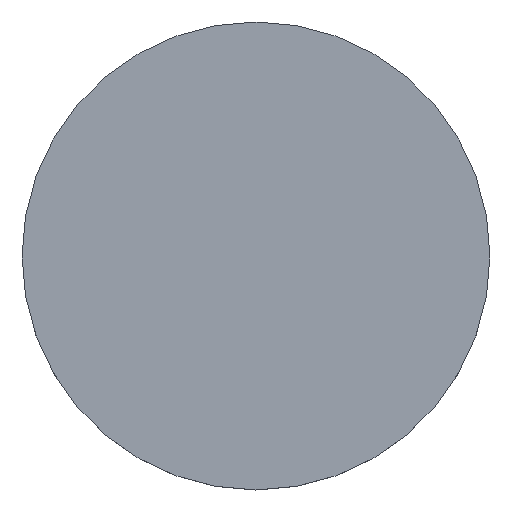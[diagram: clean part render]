
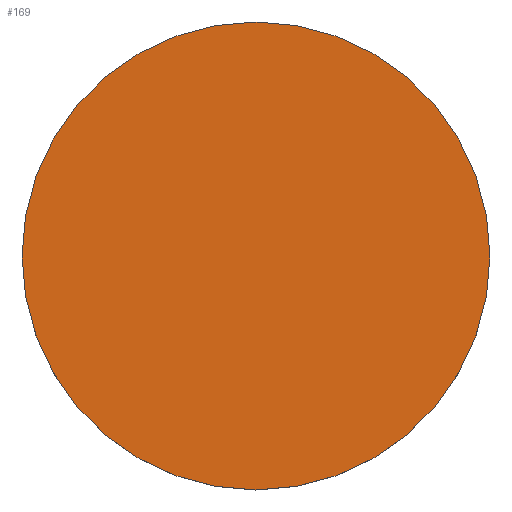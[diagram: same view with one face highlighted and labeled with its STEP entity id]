
A CAD part, top view. The second image highlights one B-rep face of the part: STEP entity #169.
In plain terms, the highlighted planar face has unit normal (0, 0, 1).
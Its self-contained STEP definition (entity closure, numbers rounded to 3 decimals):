
#12 = CARTESIAN_POINT ( 'NONE',  ( 0., 0., 4. ) ) ;
#14 = AXIS2_PLACEMENT_3D ( 'NONE', #63, #217, #230 ) ;
#25 = CARTESIAN_POINT ( 'NONE',  ( 19.05, 0., 4. ) ) ;
#32 = DIRECTION ( 'NONE',  ( 1., 0., 0. ) ) ;
#44 = DIRECTION ( 'NONE',  ( 1., 0., 0. ) ) ;
#46 = PLANE ( 'NONE',  #179 ) ;
#63 = CARTESIAN_POINT ( 'NONE',  ( 0., 0., 4. ) ) ;
#81 = VERTEX_POINT ( 'NONE', #208 ) ;
#92 = AXIS2_PLACEMENT_3D ( 'NONE', #12, #158, #32 ) ;
#107 = VERTEX_POINT ( 'NONE', #25 ) ;
#121 = DIRECTION ( 'NONE',  ( 0., 0., 1. ) ) ;
#122 = EDGE_CURVE ( 'NONE', #81, #107, #162, .T. ) ;
#146 = ORIENTED_EDGE ( 'NONE', *, *, #122, .F. ) ;
#151 = FACE_OUTER_BOUND ( 'NONE', #232, .T. ) ;
#156 = EDGE_CURVE ( 'NONE', #107, #81, #199, .T. ) ;
#158 = DIRECTION ( 'NONE',  ( 0., 0., -1. ) ) ;
#162 = CIRCLE ( 'NONE', #14, 19.05 ) ;
#169 = ADVANCED_FACE ( 'NONE', ( #151 ), #46, .T. ) ;
#179 = AXIS2_PLACEMENT_3D ( 'NONE', #211, #121, #44 ) ;
#197 = ORIENTED_EDGE ( 'NONE', *, *, #156, .F. ) ;
#199 = CIRCLE ( 'NONE', #92, 19.05 ) ;
#208 = CARTESIAN_POINT ( 'NONE',  ( -19.05, 0., 4. ) ) ;
#211 = CARTESIAN_POINT ( 'NONE',  ( 0., 39.066, 4. ) ) ;
#217 = DIRECTION ( 'NONE',  ( 0., 0., -1. ) ) ;
#230 = DIRECTION ( 'NONE',  ( 1., 0., 0. ) ) ;
#232 = EDGE_LOOP ( 'NONE', ( #197, #146 ) ) ;
